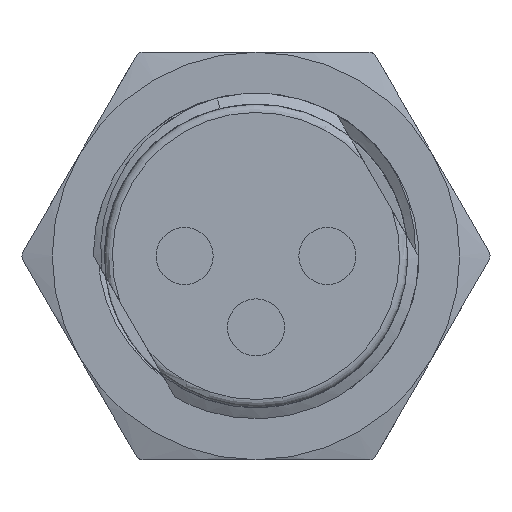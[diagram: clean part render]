
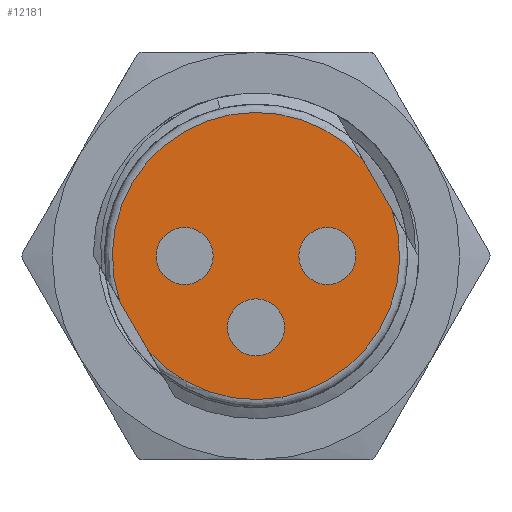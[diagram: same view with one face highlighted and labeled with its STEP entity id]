
A CAD part, front view. The second image highlights one B-rep face of the part: STEP entity #12181.
In plain terms, the highlighted planar face has unit normal (0, -1, 0).
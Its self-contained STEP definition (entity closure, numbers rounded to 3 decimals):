
#2361=CARTESIAN_POINT('',(0.,-7.5,0.));
#2362=DIRECTION('',(0.,-1.,0.));
#2363=DIRECTION('',(0.746,0.,0.666));
#2364=AXIS2_PLACEMENT_3D('',#2361,#2362,#2363);
#2409=DIRECTION('',(0.5,0.,-0.866));
#2410=VECTOR('',#2409,1.434);
#2411=CARTESIAN_POINT('',(-3.346,-7.5,-1.104));
#2412=LINE('',#2411,#2410);
#2413=DIRECTION('',(-0.5,0.,0.866));
#2414=VECTOR('',#2413,1.434);
#2415=CARTESIAN_POINT('',(3.346,-7.5,1.104));
#2416=LINE('',#2415,#2414);
#2441=CARTESIAN_POINT('',(0.,-7.5,0.));
#2442=DIRECTION('',(0.,-1.,0.));
#2443=DIRECTION('',(-0.746,0.,-0.666));
#2444=AXIS2_PLACEMENT_3D('',#2441,#2442,#2443);
#3219=CARTESIAN_POINT('',(-1.75,-7.5,0.));
#3220=DIRECTION('',(0.,-1.,0.));
#3221=DIRECTION('',(1.,0.,0.));
#3222=AXIS2_PLACEMENT_3D('',#3219,#3220,#3221);
#3229=CARTESIAN_POINT('',(-1.75,-7.5,0.));
#3230=DIRECTION('',(0.,-1.,0.));
#3231=DIRECTION('',(-1.,0.,0.));
#3232=AXIS2_PLACEMENT_3D('',#3229,#3230,#3231);
#3247=CARTESIAN_POINT('',(0.,-7.5,-1.75));
#3248=DIRECTION('',(0.,-1.,0.));
#3249=DIRECTION('',(1.,0.,0.));
#3250=AXIS2_PLACEMENT_3D('',#3247,#3248,#3249);
#3257=CARTESIAN_POINT('',(0.,-7.5,-1.75));
#3258=DIRECTION('',(0.,-1.,0.));
#3259=DIRECTION('',(-1.,0.,0.));
#3260=AXIS2_PLACEMENT_3D('',#3257,#3258,#3259);
#3275=CARTESIAN_POINT('',(1.75,-7.5,0.));
#3276=DIRECTION('',(0.,-1.,0.));
#3277=DIRECTION('',(1.,0.,0.));
#3278=AXIS2_PLACEMENT_3D('',#3275,#3276,#3277);
#3285=CARTESIAN_POINT('',(1.75,-7.5,0.));
#3286=DIRECTION('',(0.,-1.,0.));
#3287=DIRECTION('',(-1.,0.,0.));
#3288=AXIS2_PLACEMENT_3D('',#3285,#3286,#3287);
#8683=CARTESIAN_POINT('',(-3.346,-7.5,-1.104));
#8684=CARTESIAN_POINT('',(-2.629,-7.5,-2.346));
#8685=VERTEX_POINT('',#8683);
#8686=VERTEX_POINT('',#8684);
#8687=CARTESIAN_POINT('',(3.346,-7.5,1.104));
#8688=CARTESIAN_POINT('',(2.629,-7.5,2.346));
#8689=VERTEX_POINT('',#8687);
#8690=VERTEX_POINT('',#8688);
#9440=CARTESIAN_POINT('',(2.45,-7.5,0.));
#9441=CARTESIAN_POINT('',(1.05,-7.5,0.));
#9442=VERTEX_POINT('',#9440);
#9443=VERTEX_POINT('',#9441);
#9444=CARTESIAN_POINT('',(0.7,-7.5,-1.75));
#9445=CARTESIAN_POINT('',(-0.7,-7.5,-1.75));
#9446=VERTEX_POINT('',#9444);
#9447=VERTEX_POINT('',#9445);
#9448=CARTESIAN_POINT('',(-1.05,-7.5,0.));
#9449=CARTESIAN_POINT('',(-2.45,-7.5,0.));
#9450=VERTEX_POINT('',#9448);
#9451=VERTEX_POINT('',#9449);
#12151=CARTESIAN_POINT('',(0.,-7.5,0.));
#12152=DIRECTION('',(0.,1.,0.));
#12153=DIRECTION('',(1.,0.,0.));
#12154=AXIS2_PLACEMENT_3D('',#12151,#12152,#12153);
#12155=PLANE('',#12154);
#12156=ORIENTED_EDGE('',*,*,#10870,.F.);
#12157=ORIENTED_EDGE('',*,*,#12143,.F.);
#12158=ORIENTED_EDGE('',*,*,#10158,.F.);
#12160=ORIENTED_EDGE('',*,*,#12159,.F.);
#12161=EDGE_LOOP('',(#12156,#12157,#12158,#12160));
#12162=FACE_OUTER_BOUND('',#12161,.F.);
#12164=ORIENTED_EDGE('',*,*,#12163,.T.);
#12166=ORIENTED_EDGE('',*,*,#12165,.T.);
#12167=EDGE_LOOP('',(#12164,#12166));
#12168=FACE_BOUND('',#12167,.F.);
#12170=ORIENTED_EDGE('',*,*,#12169,.T.);
#12172=ORIENTED_EDGE('',*,*,#12171,.T.);
#12173=EDGE_LOOP('',(#12170,#12172));
#12174=FACE_BOUND('',#12173,.F.);
#12176=ORIENTED_EDGE('',*,*,#12175,.T.);
#12178=ORIENTED_EDGE('',*,*,#12177,.T.);
#12179=EDGE_LOOP('',(#12176,#12178));
#12180=FACE_BOUND('',#12179,.F.);
#2365=CIRCLE('',#2364,3.524);
#2445=CIRCLE('',#2444,3.524);
#3223=CIRCLE('',#3222,0.7);
#3233=CIRCLE('',#3232,0.7);
#3251=CIRCLE('',#3250,0.7);
#3261=CIRCLE('',#3260,0.7);
#3279=CIRCLE('',#3278,0.7);
#3289=CIRCLE('',#3288,0.7);
#10158=EDGE_CURVE('',#8689,#8690,#2416,.T.);
#10870=EDGE_CURVE('',#8685,#8686,#2412,.T.);
#12143=EDGE_CURVE('',#8690,#8685,#2365,.T.);
#12159=EDGE_CURVE('',#8686,#8689,#2445,.T.);
#12163=EDGE_CURVE('',#9450,#9451,#3223,.T.);
#12165=EDGE_CURVE('',#9451,#9450,#3233,.T.);
#12169=EDGE_CURVE('',#9446,#9447,#3251,.T.);
#12171=EDGE_CURVE('',#9447,#9446,#3261,.T.);
#12175=EDGE_CURVE('',#9442,#9443,#3279,.T.);
#12177=EDGE_CURVE('',#9443,#9442,#3289,.T.);
#12181=ADVANCED_FACE('',(#12162,#12168,#12174,#12180),#12155,.F.);
